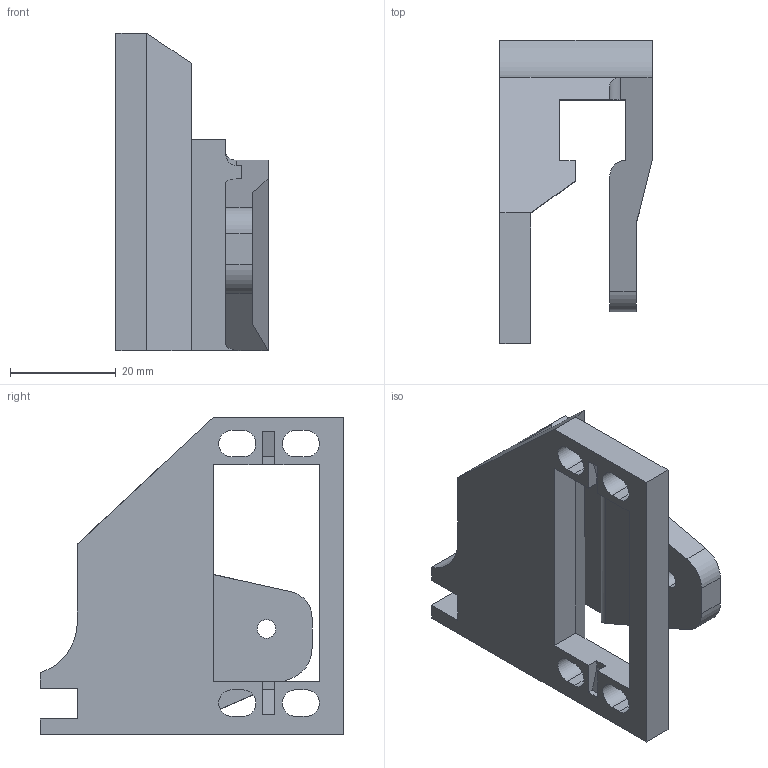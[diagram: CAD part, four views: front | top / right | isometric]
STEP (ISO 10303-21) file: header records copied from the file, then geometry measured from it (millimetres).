
FILE_DESCRIPTION (( 'STEP AP203' ), '1' );
FILE_NAME ('servo_adapter.STEP', '2017-10-02T01:46:51', ( '' ), ( '' ), 'SwSTEP 2.0', 'SolidWorks 2017', '' );
FILE_SCHEMA (( 'CONFIG_CONTROL_DESIGN' ));
Length unit declared in the file: millimetre
Products named in the file (1): servo_adapter
Bounding box: 28.75 x 57.31 x 60 mm (x, y, z)
Volume: 27234.9 mm3; surface area: 11667.9 mm2
Topology: 1 solids, 1 shells, 63 faces, 180 edges, 118 vertices
Faces by surface type: plane 48, cylinder 15
Entity records: 2133 total; most frequent: CARTESIAN_POINT 374, ORIENTED_EDGE 360, DIRECTION 330, EDGE_CURVE 180, LINE 150, VECTOR 150, VERTEX_POINT 118, AXIS2_PLACEMENT_3D 90
